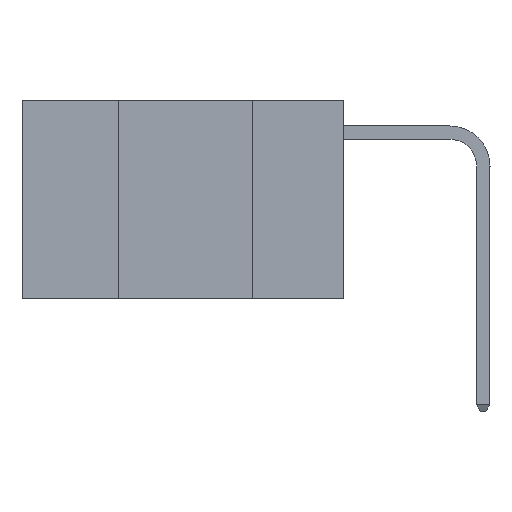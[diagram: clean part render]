
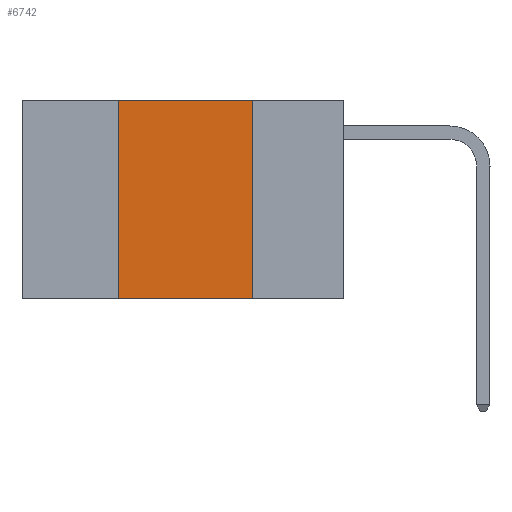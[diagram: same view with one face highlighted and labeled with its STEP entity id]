
A CAD part, left-side view. The second image highlights one B-rep face of the part: STEP entity #6742.
In plain terms, the highlighted planar face has unit normal (-1, 0, 0).
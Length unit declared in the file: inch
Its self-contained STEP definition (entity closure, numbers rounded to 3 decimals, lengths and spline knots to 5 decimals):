
#1448 = EDGE_LOOP ( 'NONE', ( #29300, #26012, #29994, #18194 ) ) ;
#1675 = VECTOR ( 'NONE', #6956, 39.37008 ) ;
#2078 = EDGE_CURVE ( 'NONE', #2249, #18064, #23267, .T. ) ;
#2089 = DIRECTION ( 'NONE',  ( 1., 0., 0. ) ) ;
#2249 = VERTEX_POINT ( 'NONE', #7760 ) ;
#4378 = PLANE ( 'NONE',  #9719 ) ;
#5154 = VECTOR ( 'NONE', #20380, 39.37008 ) ;
#6176 = VECTOR ( 'NONE', #16343, 39.37008 ) ;
#6742 = ADVANCED_FACE ( 'NONE', ( #13978 ), #4378, .F. ) ;
#6956 = DIRECTION ( 'NONE',  ( 0., 0., 1. ) ) ;
#7022 = CARTESIAN_POINT ( 'NONE',  ( 0., 0.17, 0. ) ) ;
#7760 = CARTESIAN_POINT ( 'NONE',  ( 0., 0.42, -0.37 ) ) ;
#8720 = LINE ( 'NONE', #18488, #1675 ) ;
#9719 = AXIS2_PLACEMENT_3D ( 'NONE', #29924, #2089, #18401 ) ;
#10840 = CARTESIAN_POINT ( 'NONE',  ( 0., 0.42, 0. ) ) ;
#11419 = LINE ( 'NONE', #22701, #5154 ) ;
#13557 = CARTESIAN_POINT ( 'NONE',  ( 0., 0.6, -0.37 ) ) ;
#13802 = DIRECTION ( 'NONE',  ( 0., -1., 0. ) ) ;
#13808 = EDGE_CURVE ( 'NONE', #20521, #19276, #11419, .T. ) ;
#13978 = FACE_OUTER_BOUND ( 'NONE', #1448, .T. ) ;
#14561 = CARTESIAN_POINT ( 'NONE',  ( 0., 0.17, 0. ) ) ;
#16343 = DIRECTION ( 'NONE',  ( 0., 0., -1. ) ) ;
#18064 = VERTEX_POINT ( 'NONE', #28438 ) ;
#18194 = ORIENTED_EDGE ( 'NONE', *, *, #2078, .T. ) ;
#18401 = DIRECTION ( 'NONE',  ( 0., 0., -1. ) ) ;
#18488 = CARTESIAN_POINT ( 'NONE',  ( 0., 0.42, 0. ) ) ;
#19276 = VERTEX_POINT ( 'NONE', #14561 ) ;
#20380 = DIRECTION ( 'NONE',  ( 0., -1., 0. ) ) ;
#20521 = VERTEX_POINT ( 'NONE', #10840 ) ;
#22701 = CARTESIAN_POINT ( 'NONE',  ( 0., 0.6, 0. ) ) ;
#23267 = LINE ( 'NONE', #13557, #29436 ) ;
#24651 = LINE ( 'NONE', #7022, #6176 ) ;
#25863 = EDGE_CURVE ( 'NONE', #19276, #18064, #24651, .T. ) ;
#26012 = ORIENTED_EDGE ( 'NONE', *, *, #13808, .F. ) ;
#26450 = EDGE_CURVE ( 'NONE', #2249, #20521, #8720, .T. ) ;
#28438 = CARTESIAN_POINT ( 'NONE',  ( 0., 0.17, -0.37 ) ) ;
#29300 = ORIENTED_EDGE ( 'NONE', *, *, #25863, .F. ) ;
#29436 = VECTOR ( 'NONE', #13802, 39.37008 ) ;
#29924 = CARTESIAN_POINT ( 'NONE',  ( 0., 0.6, 0. ) ) ;
#29994 = ORIENTED_EDGE ( 'NONE', *, *, #26450, .F. ) ;
